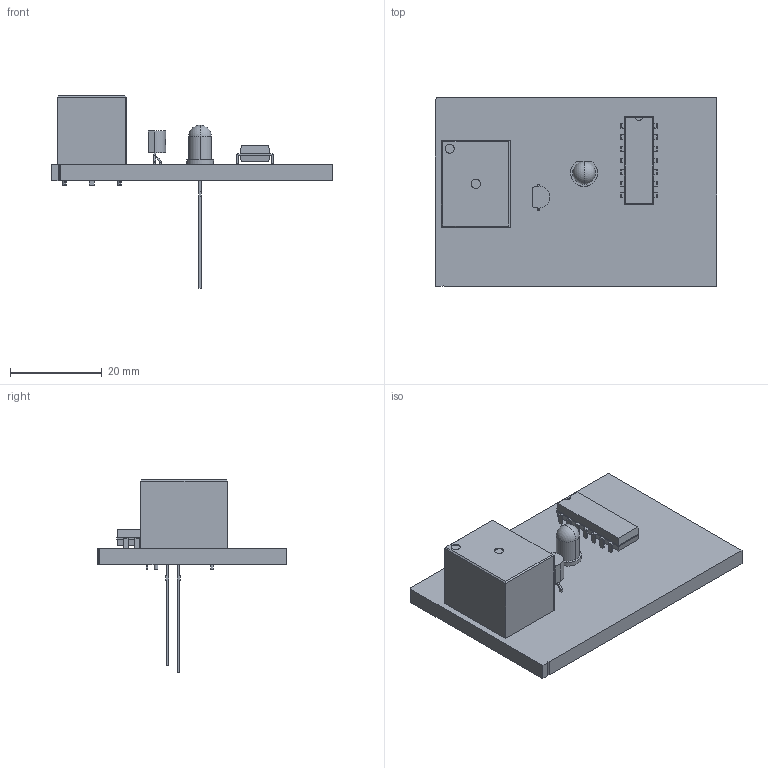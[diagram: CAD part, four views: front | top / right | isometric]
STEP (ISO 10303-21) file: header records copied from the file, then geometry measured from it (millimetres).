
FILE_DESCRIPTION(('Open CASCADE Model'),'2;1');
FILE_NAME('Open CASCADE Shape Model','2021-06-03T02:53:44',('Author'),( 'Open CASCADE'),'Open CASCADE STEP processor 6.8','Open CASCADE 6.8' ,'Unknown');
FILE_SCHEMA(('AUTOMOTIVE_DESIGN { 1 0 10303 214 1 1 1 1 }'));
Length unit declared in the file: millimetre
Products named in the file (13): PCB; Board; Open CASCADE STEP translator 6.8 1.1.1; IC1; 7043266608; Body; PinsArrayLR; L1; WP7113; Q1; ALSRobot-TO-92B; RE1; 7043267328
Assembly tree (12 placements, depth 4):
  PCB
    Board
      Open CASCADE STEP translator 6.8 1.1.1
    IC1
      7043266608
        Body
        PinsArrayLR
    L1
      WP7113
    Q1
      ALSRobot-TO-92B
    RE1
      7043267328
Bounding box: 61.5 x 41.25 x 42.03 mm (x, y, z)
Volume: 13799.6 mm3; surface area: 8444.3 mm2
Topology: 19 solids, 19 shells, 642 faces, 1679 edges, 1115 vertices
Faces by surface type: plane 469, bspline 116, cylinder 55, sphere 2
Entity records: 27620 total; most frequent: CARTESIAN_POINT 9889, ORIENTED_EDGE 3354, DIRECTION 2611, EDGE_CURVE 1677, LINE 1329, VECTOR 1329, VERTEX_POINT 1115, FACE_BOUND 685
